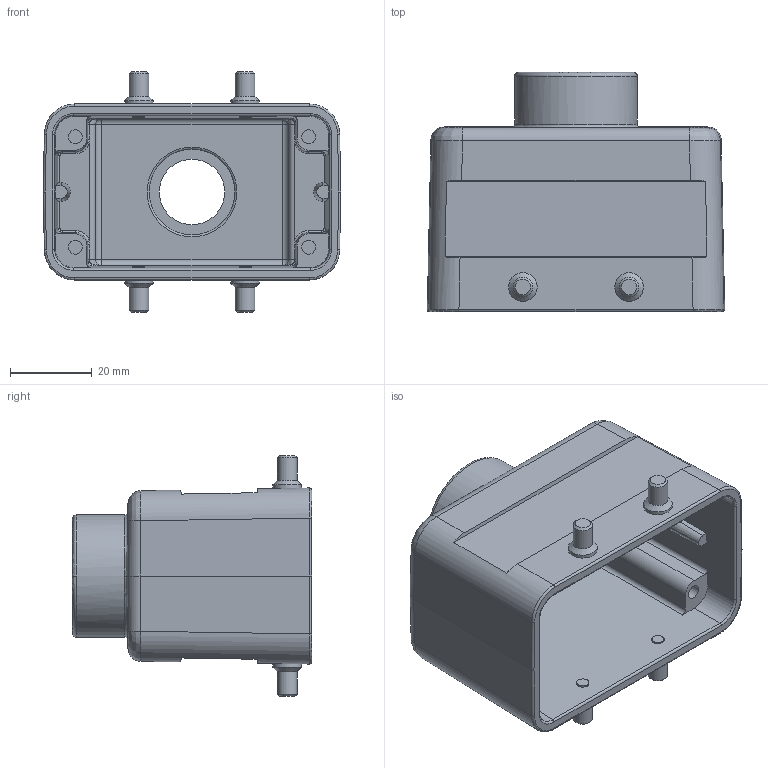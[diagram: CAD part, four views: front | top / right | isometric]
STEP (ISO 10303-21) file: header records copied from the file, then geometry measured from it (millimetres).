
FILE_DESCRIPTION(/* description */ (''),/* implementation_level */ '2;1');
FILE_NAME(/* name */ 'H10B-TE-4B-XXX.stp',/* time_stamp */ '2022-09-04T08:49:32+08:00',/* author */ (''),/* organization */ (''),/* preprocessor_version */ 'ST-DEVELOPER v16',/* originating_system */ 'SIEMENS PLM Software NX 10.0',/* authorisation */ '');
FILE_SCHEMA (('AUTOMOTIVE_DESIGN { 1 0 10303 214 3 1 1 1 }'));
Length unit declared in the file: millimetre
Products named in the file (1): Admi14A87516cp1r
Bounding box: 72.77 x 58.6 x 58.9 mm (x, y, z)
Volume: 43714.8 mm3; surface area: 26934.9 mm2
Topology: 1 solids, 1 shells, 207 faces, 477 edges, 278 vertices
Faces by surface type: cylinder 85, plane 64, bspline 42, cone 11, sphere 4, torus 1
Full cylindrical faces by diameter (mm): 3 x4, 3.4 x4, 4.8 x4, 7 x4, 16 x1, 20.999 x1, 29.999 x1
Entity records: 8420 total; most frequent: CARTESIAN_POINT 4122, ORIENTED_EDGE 872, DIRECTION 854, EDGE_CURVE 436, AXIS2_PLACEMENT_3D 346, VERTEX_POINT 274, EDGE_LOOP 252, ADVANCED_FACE 207
